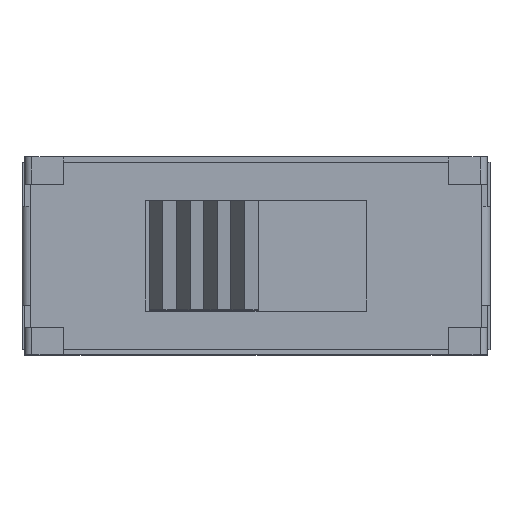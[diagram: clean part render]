
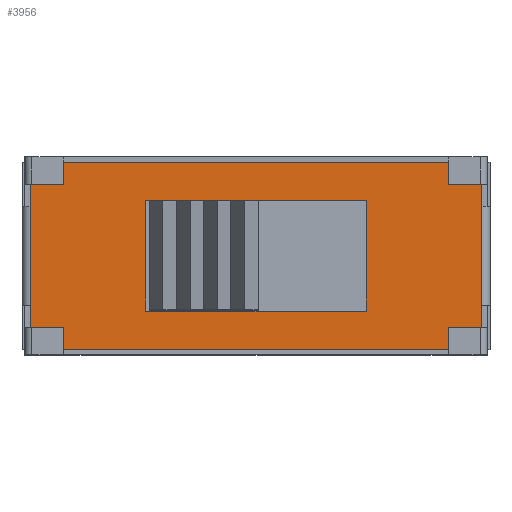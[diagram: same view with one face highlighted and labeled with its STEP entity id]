
A CAD part, top view. The second image highlights one B-rep face of the part: STEP entity #3956.
In plain terms, the highlighted planar face has unit normal (0, 0, 1).
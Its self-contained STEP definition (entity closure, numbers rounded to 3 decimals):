
#15=FACE_BOUND('',#377,.T.);
#178=FACE_OUTER_BOUND('',#376,.T.);
#376=EDGE_LOOP('',(#3208,#3209,#3210,#3211,#3212,#3213,#3214,#3215,#3216,
#3217,#3218,#3219,#3220,#3221,#3222,#3223));
#377=EDGE_LOOP('',(#3224,#3225,#3226,#3227));
#798=LINE('',#5971,#1331);
#810=LINE('',#5997,#1343);
#812=LINE('',#6001,#1345);
#814=LINE('',#6004,#1347);
#826=LINE('',#6030,#1359);
#829=LINE('',#6036,#1362);
#832=LINE('',#6041,#1365);
#834=LINE('',#6044,#1367);
#843=LINE('',#6063,#1376);
#851=LINE('',#6078,#1384);
#853=LINE('',#6087,#1386);
#865=LINE('',#6113,#1398);
#867=LINE('',#6116,#1400);
#869=LINE('',#6119,#1402);
#870=LINE('',#6122,#1403);
#872=LINE('',#6126,#1405);
#873=LINE('',#6128,#1406);
#874=LINE('',#6130,#1407);
#875=LINE('',#6131,#1408);
#876=LINE('',#6132,#1409);
#1331=VECTOR('',#4860,10.);
#1343=VECTOR('',#4880,10.);
#1345=VECTOR('',#4884,10.);
#1347=VECTOR('',#4888,10.);
#1359=VECTOR('',#4906,10.);
#1362=VECTOR('',#4911,10.);
#1365=VECTOR('',#4916,10.);
#1367=VECTOR('',#4920,10.);
#1376=VECTOR('',#4939,10.);
#1384=VECTOR('',#4953,10.);
#1386=VECTOR('',#4961,10.);
#1398=VECTOR('',#4981,10.);
#1400=VECTOR('',#4985,10.);
#1402=VECTOR('',#4989,10.);
#1403=VECTOR('',#4992,10.);
#1405=VECTOR('',#4996,10.);
#1406=VECTOR('',#4997,10.);
#1407=VECTOR('',#4998,10.);
#1408=VECTOR('',#4999,10.);
#1409=VECTOR('',#5000,10.);
#1767=VERTEX_POINT('',#5964);
#1770=VERTEX_POINT('',#5969);
#1779=VERTEX_POINT('',#5994);
#1780=VERTEX_POINT('',#5996);
#1781=VERTEX_POINT('',#6000);
#1791=VERTEX_POINT('',#6027);
#1792=VERTEX_POINT('',#6029);
#1793=VERTEX_POINT('',#6033);
#1794=VERTEX_POINT('',#6035);
#1795=VERTEX_POINT('',#6039);
#1799=VERTEX_POINT('',#6060);
#1800=VERTEX_POINT('',#6062);
#1804=VERTEX_POINT('',#6076);
#1805=VERTEX_POINT('',#6080);
#1808=VERTEX_POINT('',#6085);
#1818=VERTEX_POINT('',#6112);
#1819=VERTEX_POINT('',#6121);
#1820=VERTEX_POINT('',#6125);
#1821=VERTEX_POINT('',#6127);
#1822=VERTEX_POINT('',#6129);
#2238=EDGE_CURVE('',#1770,#1767,#798,.T.);
#2251=EDGE_CURVE('',#1780,#1779,#810,.T.);
#2253=EDGE_CURVE('',#1781,#1780,#812,.T.);
#2255=EDGE_CURVE('',#1770,#1781,#814,.T.);
#2267=EDGE_CURVE('',#1792,#1791,#826,.T.);
#2270=EDGE_CURVE('',#1793,#1794,#829,.T.);
#2273=EDGE_CURVE('',#1795,#1793,#832,.T.);
#2275=EDGE_CURVE('',#1767,#1795,#834,.T.);
#2284=EDGE_CURVE('',#1799,#1800,#843,.T.);
#2292=EDGE_CURVE('',#1804,#1799,#851,.T.);
#2296=EDGE_CURVE('',#1808,#1805,#853,.T.);
#2309=EDGE_CURVE('',#1792,#1818,#865,.T.);
#2311=EDGE_CURVE('',#1779,#1800,#867,.T.);
#2313=EDGE_CURVE('',#1805,#1804,#869,.T.);
#2314=EDGE_CURVE('',#1819,#1818,#870,.T.);
#2316=EDGE_CURVE('',#1808,#1820,#872,.T.);
#2317=EDGE_CURVE('',#1820,#1821,#873,.T.);
#2318=EDGE_CURVE('',#1821,#1822,#874,.T.);
#2319=EDGE_CURVE('',#1822,#1794,#875,.T.);
#2320=EDGE_CURVE('',#1819,#1791,#876,.T.);
#3208=ORIENTED_EDGE('',*,*,#2238,.F.);
#3209=ORIENTED_EDGE('',*,*,#2255,.T.);
#3210=ORIENTED_EDGE('',*,*,#2253,.T.);
#3211=ORIENTED_EDGE('',*,*,#2251,.T.);
#3212=ORIENTED_EDGE('',*,*,#2311,.T.);
#3213=ORIENTED_EDGE('',*,*,#2284,.F.);
#3214=ORIENTED_EDGE('',*,*,#2292,.F.);
#3215=ORIENTED_EDGE('',*,*,#2313,.F.);
#3216=ORIENTED_EDGE('',*,*,#2296,.F.);
#3217=ORIENTED_EDGE('',*,*,#2316,.T.);
#3218=ORIENTED_EDGE('',*,*,#2317,.T.);
#3219=ORIENTED_EDGE('',*,*,#2318,.T.);
#3220=ORIENTED_EDGE('',*,*,#2319,.T.);
#3221=ORIENTED_EDGE('',*,*,#2270,.F.);
#3222=ORIENTED_EDGE('',*,*,#2273,.F.);
#3223=ORIENTED_EDGE('',*,*,#2275,.F.);
#3224=ORIENTED_EDGE('',*,*,#2309,.F.);
#3225=ORIENTED_EDGE('',*,*,#2267,.T.);
#3226=ORIENTED_EDGE('',*,*,#2320,.F.);
#3227=ORIENTED_EDGE('',*,*,#2314,.T.);
#3653=PLANE('',#4191);
#3956=ADVANCED_FACE('',(#178,#15),#3653,.T.);
#4191=AXIS2_PLACEMENT_3D('',#6124,#4994,#4995);
#4860=DIRECTION('',(0.,-1.,0.));
#4880=DIRECTION('',(0.,1.,0.));
#4884=DIRECTION('',(-1.,0.,0.));
#4888=DIRECTION('',(0.,1.,0.));
#4906=DIRECTION('',(0.,-1.,0.));
#4911=DIRECTION('',(0.,-1.,0.));
#4916=DIRECTION('',(-1.,0.,0.));
#4920=DIRECTION('',(0.,-1.,0.));
#4939=DIRECTION('',(0.,1.,0.));
#4953=DIRECTION('',(1.,0.,0.));
#4961=DIRECTION('',(0.,1.,0.));
#4981=DIRECTION('',(-1.,0.,0.));
#4985=DIRECTION('',(-1.,0.,0.));
#4989=DIRECTION('',(0.,1.,0.));
#4992=DIRECTION('',(0.,1.,0.));
#4994=DIRECTION('center_axis',(0.,0.,1.));
#4995=DIRECTION('ref_axis',(1.,0.,0.));
#4996=DIRECTION('',(0.,-1.,0.));
#4997=DIRECTION('',(1.,0.,0.));
#4998=DIRECTION('',(0.,-1.,0.));
#4999=DIRECTION('',(1.,0.,0.));
#5000=DIRECTION('',(1.,0.,0.));
#5964=CARTESIAN_POINT('',(5.05,-0.9,0.2));
#5969=CARTESIAN_POINT('',(5.05,0.9,0.2));
#5971=CARTESIAN_POINT('',(5.05,-0.485,0.2));
#5994=CARTESIAN_POINT('',(4.45,1.7,0.2));
#5996=CARTESIAN_POINT('',(4.45,1.3,0.2));
#5997=CARTESIAN_POINT('',(4.45,1.3,0.2));
#6000=CARTESIAN_POINT('',(5.05,1.3,0.2));
#6001=CARTESIAN_POINT('',(5.05,1.3,0.2));
#6004=CARTESIAN_POINT('',(5.05,0.9,0.2));
#6027=CARTESIAN_POINT('',(2.95,-1.002,0.2));
#6029=CARTESIAN_POINT('',(2.95,1.002,0.2));
#6030=CARTESIAN_POINT('',(2.95,1.002,0.2));
#6033=CARTESIAN_POINT('',(4.45,-1.3,0.2));
#6035=CARTESIAN_POINT('',(4.45,-1.7,0.2));
#6036=CARTESIAN_POINT('',(4.45,-1.3,0.2));
#6039=CARTESIAN_POINT('',(5.05,-1.3,0.2));
#6041=CARTESIAN_POINT('',(5.05,-1.3,0.2));
#6044=CARTESIAN_POINT('',(5.05,-0.9,0.2));
#6060=CARTESIAN_POINT('',(-2.55,1.3,0.2));
#6062=CARTESIAN_POINT('',(-2.55,1.7,0.2));
#6063=CARTESIAN_POINT('',(-2.55,1.3,0.2));
#6076=CARTESIAN_POINT('',(-3.15,1.3,0.2));
#6078=CARTESIAN_POINT('',(-3.15,1.3,0.2));
#6080=CARTESIAN_POINT('',(-3.15,0.9,0.2));
#6085=CARTESIAN_POINT('',(-3.15,-0.9,0.2));
#6087=CARTESIAN_POINT('',(-3.15,-0.485,0.2));
#6112=CARTESIAN_POINT('',(-1.05,1.002,0.2));
#6113=CARTESIAN_POINT('',(0.95,1.002,0.2));
#6116=CARTESIAN_POINT('',(4.45,1.7,0.2));
#6119=CARTESIAN_POINT('',(-3.15,0.9,0.2));
#6121=CARTESIAN_POINT('',(-1.05,-1.002,0.2));
#6122=CARTESIAN_POINT('',(-1.05,-1.002,0.2));
#6124=CARTESIAN_POINT('Origin',(-1.321,-0.97,0.2));
#6125=CARTESIAN_POINT('',(-3.15,-1.3,0.2));
#6126=CARTESIAN_POINT('',(-3.15,-0.9,0.2));
#6127=CARTESIAN_POINT('',(-2.55,-1.3,0.2));
#6128=CARTESIAN_POINT('',(-3.15,-1.3,0.2));
#6129=CARTESIAN_POINT('',(-2.55,-1.7,0.2));
#6130=CARTESIAN_POINT('',(-2.55,-1.3,0.2));
#6131=CARTESIAN_POINT('',(-2.55,-1.7,0.2));
#6132=CARTESIAN_POINT('',(0.95,-1.002,0.2));
